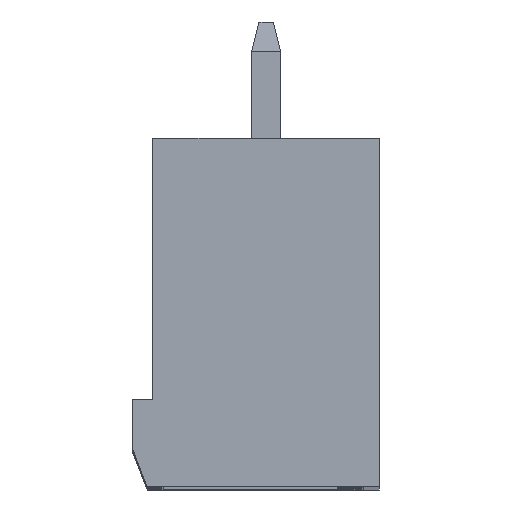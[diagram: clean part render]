
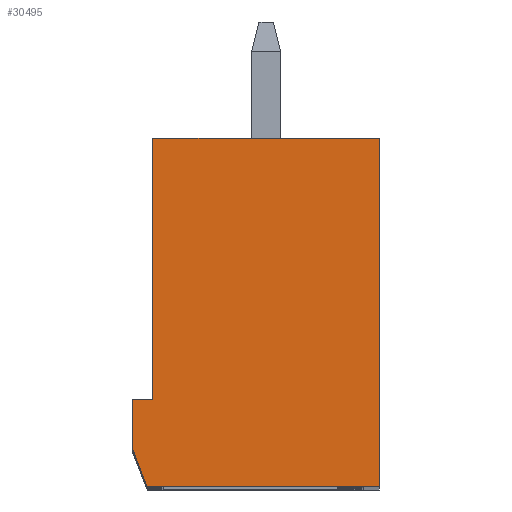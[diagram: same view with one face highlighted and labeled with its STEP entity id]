
A CAD part, top view. The second image highlights one B-rep face of the part: STEP entity #30495.
In plain terms, the highlighted planar face has unit normal (0, 0, 1).
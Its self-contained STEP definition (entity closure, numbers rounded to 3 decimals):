
#28=DIRECTION('',(0.,-1.,0.));
#29=VECTOR('',#28,1.7);
#30=CARTESIAN_POINT('',(-4.6,3.,66.74));
#31=LINE('',#30,#29);
#80=DIRECTION('',(-1.,0.,0.));
#81=VECTOR('',#80,0.7);
#82=CARTESIAN_POINT('',(-3.9,3.,66.74));
#83=LINE('',#82,#81);
#92=DIRECTION('',(0.,-1.,0.));
#93=VECTOR('',#92,9.);
#94=CARTESIAN_POINT('',(-3.9,12.,66.74));
#95=LINE('',#94,#93);
#108=DIRECTION('',(-1.,0.,0.));
#109=VECTOR('',#108,7.8);
#110=CARTESIAN_POINT('',(3.9,12.,66.74));
#111=LINE('',#110,#109);
#168=DIRECTION('',(0.,1.,0.));
#169=VECTOR('',#168,12.);
#170=CARTESIAN_POINT('',(3.9,0.,66.74));
#171=LINE('',#170,#169);
#397=DIRECTION('',(1.,0.,0.));
#398=VECTOR('',#397,8.);
#399=CARTESIAN_POINT('',(-4.1,0.,66.74));
#400=LINE('',#399,#398);
#10518=DIRECTION('',(-0.359,0.933,0.));
#10519=VECTOR('',#10518,1.393);
#10520=CARTESIAN_POINT('',(-4.1,0.,66.74));
#10521=LINE('',#10520,#10519);
#12729=CARTESIAN_POINT('',(-4.1,0.,66.74));
#12730=VERTEX_POINT('',#12729);
#12731=CARTESIAN_POINT('',(3.9,0.,66.74));
#12732=VERTEX_POINT('',#12731);
#12733=CARTESIAN_POINT('',(-4.6,1.3,66.74));
#12734=VERTEX_POINT('',#12733);
#12735=CARTESIAN_POINT('',(3.9,12.,66.74));
#12736=VERTEX_POINT('',#12735);
#12737=CARTESIAN_POINT('',(-3.9,12.,66.74));
#12738=VERTEX_POINT('',#12737);
#12739=CARTESIAN_POINT('',(-4.6,3.,66.74));
#12740=VERTEX_POINT('',#12739);
#12741=CARTESIAN_POINT('',(-3.9,3.,66.74));
#12742=VERTEX_POINT('',#12741);
#30481=CARTESIAN_POINT('',(0.,0.,66.74));
#30482=DIRECTION('',(0.,0.,-1.));
#30483=DIRECTION('',(-1.,0.,0.));
#30484=AXIS2_PLACEMENT_3D('',#30481,#30482,#30483);
#30485=PLANE('',#30484);
#30486=ORIENTED_EDGE('',*,*,#15662,.F.);
#30487=ORIENTED_EDGE('',*,*,#30474,.T.);
#30488=ORIENTED_EDGE('',*,*,#15330,.F.);
#30489=ORIENTED_EDGE('',*,*,#15397,.F.);
#30490=ORIENTED_EDGE('',*,*,#15412,.F.);
#30491=ORIENTED_EDGE('',*,*,#15435,.F.);
#30492=ORIENTED_EDGE('',*,*,#15546,.F.);
#30493=EDGE_LOOP('',(#30486,#30487,#30488,#30489,#30490,#30491,#30492));
#30494=FACE_OUTER_BOUND('',#30493,.F.);
#30495=ADVANCED_FACE('',(#30494),#30485,.F.);
#15330=EDGE_CURVE('',#12740,#12734,#31,.T.);
#15397=EDGE_CURVE('',#12742,#12740,#83,.T.);
#15412=EDGE_CURVE('',#12738,#12742,#95,.T.);
#15435=EDGE_CURVE('',#12736,#12738,#111,.T.);
#15546=EDGE_CURVE('',#12732,#12736,#171,.T.);
#15662=EDGE_CURVE('',#12730,#12732,#400,.T.);
#30474=EDGE_CURVE('',#12730,#12734,#10521,.T.);
